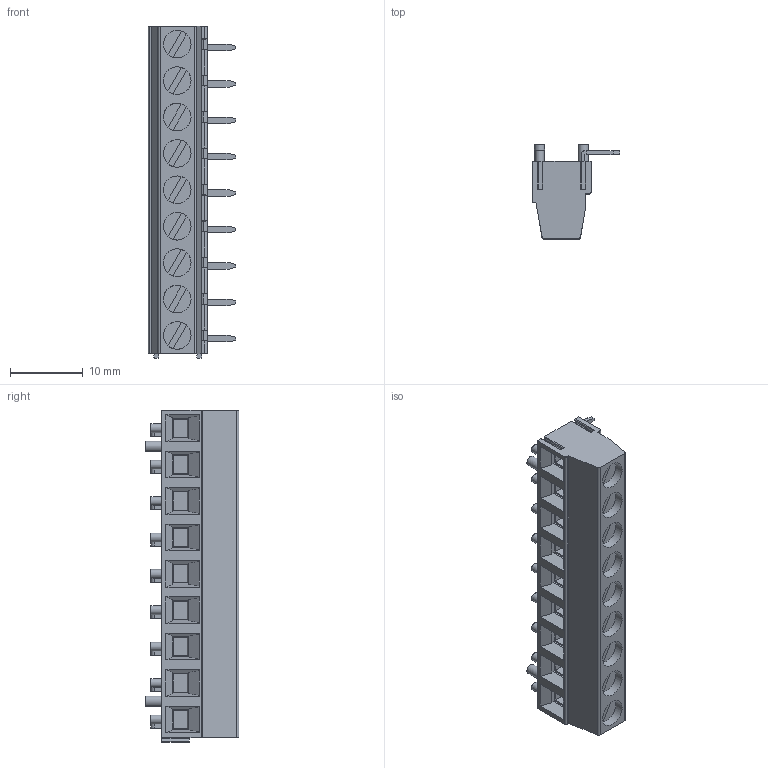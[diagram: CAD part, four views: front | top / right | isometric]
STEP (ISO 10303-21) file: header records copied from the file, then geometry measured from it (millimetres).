
FILE_DESCRIPTION( ( 'STEP AP214' ), '1' );
FILE_NAME( 'MV159-5-H-SMD.stp', ' ', ( ' ' ), ( ' ' ), 'PSStep 14.0', 'VISI 19.0', ' ' );
FILE_SCHEMA( ( 'AUTOMOTIVE_DESIGN { 1 0 10303 214 1 1 1 1 }' ) );
Length unit declared in the file: millimetre
Products named in the file (1): 1
Bounding box: 12.05 x 12.9 x 45.6 mm (x, y, z)
Volume: 2852.4 mm3; surface area: 2808.5 mm2
Topology: 1 solids, 1 shells, 469 faces, 1298 edges, 871 vertices
Faces by surface type: plane 409, cylinder 60
Full cylindrical faces by diameter (mm): 1.2 x9, 1.4 x4, 3.8 x9
Entity records: 18294 total; most frequent: CARTESIAN_POINT 2645, ORIENTED_EDGE 2508, DIRECTION 2305, EDGE_CURVE 1254, LINE 1107, VECTOR 1107, VERTEX_POINT 849, AXIS2_PLACEMENT_3D 599
